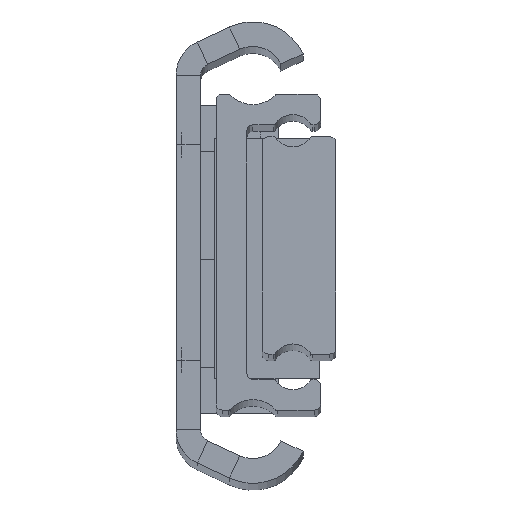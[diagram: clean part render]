
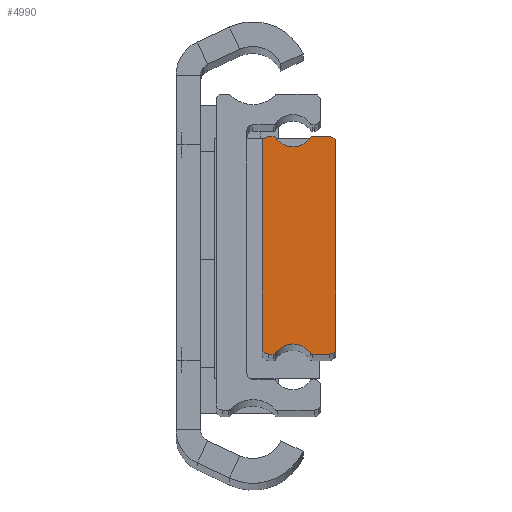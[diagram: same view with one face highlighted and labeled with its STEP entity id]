
A CAD part, top view. The second image highlights one B-rep face of the part: STEP entity #4990.
In plain terms, the highlighted planar face has unit normal (0, 0, 1).
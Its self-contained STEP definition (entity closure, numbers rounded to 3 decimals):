
#10 = DIRECTION ( 'NONE',  ( 1., 0., 0. ) ) ;
#13 = DIRECTION ( 'NONE',  ( 0., 0., 1. ) ) ;
#47 = DIRECTION ( 'NONE',  ( 0., 0., 1. ) ) ;
#88 = CARTESIAN_POINT ( 'NONE',  ( -1., 17.688, 0. ) ) ;
#110 = LINE ( 'NONE', #4210, #2479 ) ;
#156 = EDGE_CURVE ( 'NONE', #1925, #4978, #258, .T. ) ;
#160 = CARTESIAN_POINT ( 'NONE',  ( -10.203, 17.188, 0. ) ) ;
#214 = CARTESIAN_POINT ( 'NONE',  ( -10.203, 17.688, 0. ) ) ;
#258 = CIRCLE ( 'NONE', #4155, 0.5 ) ;
#261 = DIRECTION ( 'NONE',  ( 1., 0., 0. ) ) ;
#320 = CARTESIAN_POINT ( 'NONE',  ( -9.792, 17.473, 0. ) ) ;
#374 = ORIENTED_EDGE ( 'NONE', *, *, #4258, .T. ) ;
#511 = ORIENTED_EDGE ( 'NONE', *, *, #3843, .T. ) ;
#558 = VERTEX_POINT ( 'NONE', #2670 ) ;
#612 = ORIENTED_EDGE ( 'NONE', *, *, #156, .T. ) ;
#656 = VERTEX_POINT ( 'NONE', #3425 ) ;
#708 = ORIENTED_EDGE ( 'NONE', *, *, #1458, .T. ) ;
#777 = CARTESIAN_POINT ( 'NONE',  ( -1., 16.688, 0. ) ) ;
#778 = CARTESIAN_POINT ( 'NONE',  ( -3.797, -17.188, 0. ) ) ;
#786 = FACE_OUTER_BOUND ( 'NONE', #1575, .T. ) ;
#800 = VERTEX_POINT ( 'NONE', #320 ) ;
#857 = CARTESIAN_POINT ( 'NONE',  ( -3.797, -17.688, 0. ) ) ;
#970 = LINE ( 'NONE', #857, #1972 ) ;
#972 = DIRECTION ( 'NONE',  ( 1., 0., 0. ) ) ;
#979 = DIRECTION ( 'NONE',  ( 1., 0., 0. ) ) ;
#1000 = EDGE_CURVE ( 'NONE', #4356, #558, #1907, .T. ) ;
#1003 = AXIS2_PLACEMENT_3D ( 'NONE', #1954, #13, #1218 ) ;
#1015 = CARTESIAN_POINT ( 'NONE',  ( -11., -17.687, 0. ) ) ;
#1044 = AXIS2_PLACEMENT_3D ( 'NONE', #777, #4055, #2397 ) ;
#1058 = CIRCLE ( 'NONE', #2312, 1. ) ;
#1067 = CARTESIAN_POINT ( 'NONE',  ( -1., 17.688, 0. ) ) ;
#1149 = AXIS2_PLACEMENT_3D ( 'NONE', #3888, #3866, #261 ) ;
#1207 = CIRCLE ( 'NONE', #1044, 1. ) ;
#1218 = DIRECTION ( 'NONE',  ( 1., 0., 0. ) ) ;
#1288 = CARTESIAN_POINT ( 'NONE',  ( -11., -17.687, 0. ) ) ;
#1453 = ORIENTED_EDGE ( 'NONE', *, *, #1744, .T. ) ;
#1458 = EDGE_CURVE ( 'NONE', #656, #3473, #2671, .T. ) ;
#1570 = CARTESIAN_POINT ( 'NONE',  ( 0., 16.688, 0. ) ) ;
#1575 = EDGE_LOOP ( 'NONE', ( #5004, #3440, #1670, #1453, #708, #2691, #612, #5156, #4638, #511, #374, #3240, #5130, #4999, #2301, #4678 ) ) ;
#1580 = CIRCLE ( 'NONE', #4801, 3.4 ) ;
#1611 = DIRECTION ( 'NONE',  ( 1., 0., 0. ) ) ;
#1613 = CARTESIAN_POINT ( 'NONE',  ( -11., 16.687, 0. ) ) ;
#1670 = ORIENTED_EDGE ( 'NONE', *, *, #3930, .T. ) ;
#1720 = EDGE_CURVE ( 'NONE', #4354, #4001, #2118, .T. ) ;
#1744 = EDGE_CURVE ( 'NONE', #3549, #656, #3784, .T. ) ;
#1856 = DIRECTION ( 'NONE',  ( -1., 0., 0. ) ) ;
#1907 = LINE ( 'NONE', #1067, #3664 ) ;
#1925 = VERTEX_POINT ( 'NONE', #2412 ) ;
#1950 = VECTOR ( 'NONE', #1856, 1000. ) ;
#1954 = CARTESIAN_POINT ( 'NONE',  ( -3.797, 17.188, 0. ) ) ;
#1966 = EDGE_CURVE ( 'NONE', #558, #4832, #4903, .T. ) ;
#1972 = VECTOR ( 'NONE', #4085, 1000. ) ;
#1988 = CARTESIAN_POINT ( 'NONE',  ( -11., -16.687, 0. ) ) ;
#1989 = VERTEX_POINT ( 'NONE', #2829 ) ;
#2009 = DIRECTION ( 'NONE',  ( 0., 0., 1. ) ) ;
#2080 = CARTESIAN_POINT ( 'NONE',  ( -12., 16.688, 0. ) ) ;
#2084 = VECTOR ( 'NONE', #4945, 1000. ) ;
#2118 = LINE ( 'NONE', #3358, #2084 ) ;
#2279 = CARTESIAN_POINT ( 'NONE',  ( -7., -19.412, 0. ) ) ;
#2301 = ORIENTED_EDGE ( 'NONE', *, *, #4716, .T. ) ;
#2312 = AXIS2_PLACEMENT_3D ( 'NONE', #4015, #2482, #4093 ) ;
#2342 = CIRCLE ( 'NONE', #4366, 3.4 ) ;
#2396 = AXIS2_PLACEMENT_3D ( 'NONE', #1613, #47, #2856 ) ;
#2397 = DIRECTION ( 'NONE',  ( 1., 0., 0. ) ) ;
#2408 = PLANE ( 'NONE',  #2396 ) ;
#2412 = CARTESIAN_POINT ( 'NONE',  ( -4.208, -17.473, 0. ) ) ;
#2479 = VECTOR ( 'NONE', #4188, 1000. ) ;
#2480 = CARTESIAN_POINT ( 'NONE',  ( -12., -16.687, 0. ) ) ;
#2482 = DIRECTION ( 'NONE',  ( 0., 0., 1. ) ) ;
#2492 = EDGE_CURVE ( 'NONE', #4206, #3992, #3460, .T. ) ;
#2500 = CARTESIAN_POINT ( 'NONE',  ( -7., 19.412, 0. ) ) ;
#2505 = DIRECTION ( 'NONE',  ( 0., 0., 1. ) ) ;
#2592 = DIRECTION ( 'NONE',  ( 1., 0., 0. ) ) ;
#2606 = DIRECTION ( 'NONE',  ( 0., 0., -1. ) ) ;
#2656 = DIRECTION ( 'NONE',  ( 1., 0., 0. ) ) ;
#2670 = CARTESIAN_POINT ( 'NONE',  ( -3.797, 17.688, 0. ) ) ;
#2671 = CIRCLE ( 'NONE', #1149, 0.5 ) ;
#2691 = ORIENTED_EDGE ( 'NONE', *, *, #3709, .T. ) ;
#2829 = CARTESIAN_POINT ( 'NONE',  ( 0., -16.688, 0. ) ) ;
#2832 = CARTESIAN_POINT ( 'NONE',  ( -3.797, -17.688, 0. ) ) ;
#2850 = CARTESIAN_POINT ( 'NONE',  ( -10.203, 17.688, 0. ) ) ;
#2856 = DIRECTION ( 'NONE',  ( 1., 0., 0. ) ) ;
#2990 = CIRCLE ( 'NONE', #3485, 1. ) ;
#3009 = CARTESIAN_POINT ( 'NONE',  ( -1., -16.688, 0. ) ) ;
#3169 = EDGE_CURVE ( 'NONE', #4832, #800, #1580, .T. ) ;
#3237 = CIRCLE ( 'NONE', #4676, 0.5 ) ;
#3240 = ORIENTED_EDGE ( 'NONE', *, *, #1000, .T. ) ;
#3358 = CARTESIAN_POINT ( 'NONE',  ( -12., 16.688, 0. ) ) ;
#3425 = CARTESIAN_POINT ( 'NONE',  ( -10.203, -17.688, 0. ) ) ;
#3440 = ORIENTED_EDGE ( 'NONE', *, *, #1720, .T. ) ;
#3460 = LINE ( 'NONE', #214, #1950 ) ;
#3473 = VERTEX_POINT ( 'NONE', #3602 ) ;
#3485 = AXIS2_PLACEMENT_3D ( 'NONE', #3009, #2505, #979 ) ;
#3549 = VERTEX_POINT ( 'NONE', #1288 ) ;
#3602 = CARTESIAN_POINT ( 'NONE',  ( -9.792, -17.473, 0. ) ) ;
#3659 = CIRCLE ( 'NONE', #4332, 1. ) ;
#3664 = VECTOR ( 'NONE', #4280, 1000. ) ;
#3670 = CARTESIAN_POINT ( 'NONE',  ( -1., -17.688, 0. ) ) ;
#3700 = VECTOR ( 'NONE', #3910, 1000. ) ;
#3709 = EDGE_CURVE ( 'NONE', #3473, #1925, #2342, .T. ) ;
#3746 = CARTESIAN_POINT ( 'NONE',  ( -11., 17.688, 0. ) ) ;
#3784 = LINE ( 'NONE', #1015, #3700 ) ;
#3843 = EDGE_CURVE ( 'NONE', #1989, #3885, #110, .T. ) ;
#3866 = DIRECTION ( 'NONE',  ( 0., 0., 1. ) ) ;
#3885 = VERTEX_POINT ( 'NONE', #1570 ) ;
#3888 = CARTESIAN_POINT ( 'NONE',  ( -10.203, -17.188, 0. ) ) ;
#3910 = DIRECTION ( 'NONE',  ( 1., 0., 0. ) ) ;
#3930 = EDGE_CURVE ( 'NONE', #4001, #3549, #3659, .T. ) ;
#3992 = VERTEX_POINT ( 'NONE', #3746 ) ;
#4001 = VERTEX_POINT ( 'NONE', #2480 ) ;
#4015 = CARTESIAN_POINT ( 'NONE',  ( -11., 16.687, 0. ) ) ;
#4055 = DIRECTION ( 'NONE',  ( 0., 0., 1. ) ) ;
#4085 = DIRECTION ( 'NONE',  ( 1., 0., 0. ) ) ;
#4093 = DIRECTION ( 'NONE',  ( 1., 0., 0. ) ) ;
#4155 = AXIS2_PLACEMENT_3D ( 'NONE', #778, #2009, #10 ) ;
#4188 = DIRECTION ( 'NONE',  ( 0., 1., 0. ) ) ;
#4206 = VERTEX_POINT ( 'NONE', #2850 ) ;
#4210 = CARTESIAN_POINT ( 'NONE',  ( 0., -16.688, 0. ) ) ;
#4253 = CARTESIAN_POINT ( 'NONE',  ( -4.208, 17.473, 0. ) ) ;
#4258 = EDGE_CURVE ( 'NONE', #3885, #4356, #1207, .T. ) ;
#4280 = DIRECTION ( 'NONE',  ( -1., 0., 0. ) ) ;
#4332 = AXIS2_PLACEMENT_3D ( 'NONE', #1988, #5226, #1611 ) ;
#4354 = VERTEX_POINT ( 'NONE', #2080 ) ;
#4356 = VERTEX_POINT ( 'NONE', #88 ) ;
#4366 = AXIS2_PLACEMENT_3D ( 'NONE', #2279, #5132, #2656 ) ;
#4441 = EDGE_CURVE ( 'NONE', #4978, #4981, #970, .T. ) ;
#4638 = ORIENTED_EDGE ( 'NONE', *, *, #5126, .T. ) ;
#4676 = AXIS2_PLACEMENT_3D ( 'NONE', #160, #4971, #2592 ) ;
#4678 = ORIENTED_EDGE ( 'NONE', *, *, #2492, .T. ) ;
#4716 = EDGE_CURVE ( 'NONE', #800, #4206, #3237, .T. ) ;
#4801 = AXIS2_PLACEMENT_3D ( 'NONE', #2500, #2606, #972 ) ;
#4832 = VERTEX_POINT ( 'NONE', #4253 ) ;
#4903 = CIRCLE ( 'NONE', #1003, 0.5 ) ;
#4945 = DIRECTION ( 'NONE',  ( 0., -1., 0. ) ) ;
#4971 = DIRECTION ( 'NONE',  ( 0., 0., 1. ) ) ;
#4978 = VERTEX_POINT ( 'NONE', #2832 ) ;
#4981 = VERTEX_POINT ( 'NONE', #3670 ) ;
#4990 = ADVANCED_FACE ( 'NONE', ( #786 ), #2408, .T. ) ;
#4999 = ORIENTED_EDGE ( 'NONE', *, *, #3169, .T. ) ;
#5004 = ORIENTED_EDGE ( 'NONE', *, *, #5055, .T. ) ;
#5055 = EDGE_CURVE ( 'NONE', #3992, #4354, #1058, .T. ) ;
#5126 = EDGE_CURVE ( 'NONE', #4981, #1989, #2990, .T. ) ;
#5130 = ORIENTED_EDGE ( 'NONE', *, *, #1966, .T. ) ;
#5132 = DIRECTION ( 'NONE',  ( 0., 0., -1. ) ) ;
#5156 = ORIENTED_EDGE ( 'NONE', *, *, #4441, .T. ) ;
#5226 = DIRECTION ( 'NONE',  ( 0., 0., 1. ) ) ;
